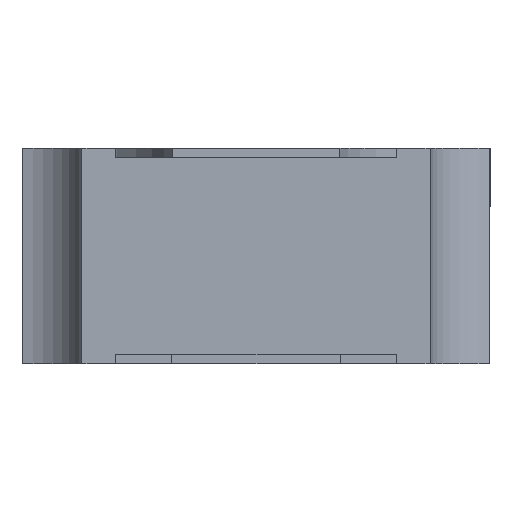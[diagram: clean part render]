
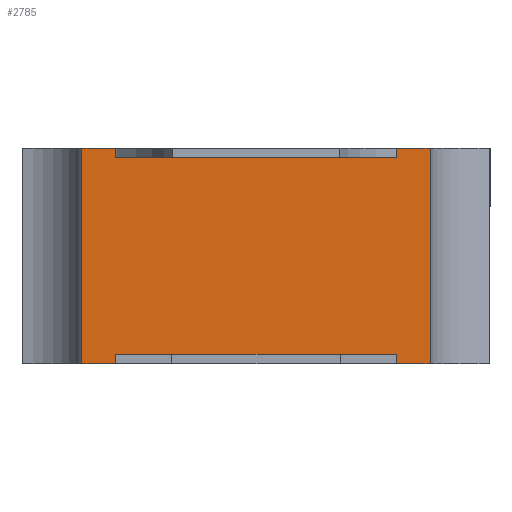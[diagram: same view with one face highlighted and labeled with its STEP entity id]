
A CAD part, left-side view. The second image highlights one B-rep face of the part: STEP entity #2785.
In plain terms, the highlighted planar face has unit normal (-1, 0, 0).
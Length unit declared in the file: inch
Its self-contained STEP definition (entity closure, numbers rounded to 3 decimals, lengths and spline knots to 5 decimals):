
#8 = ORIENTED_EDGE ( 'NONE', *, *, #2709, .T. ) ;
#13 = ORIENTED_EDGE ( 'NONE', *, *, #221, .T. ) ;
#21 = LINE ( 'NONE', #48, #149 ) ;
#30 = ORIENTED_EDGE ( 'NONE', *, *, #934, .T. ) ;
#48 = CARTESIAN_POINT ( 'NONE',  ( -0.0625, -0.0525, 0.046 ) ) ;
#63 = CARTESIAN_POINT ( 'NONE',  ( -0.0625, 0.02999, 0.044 ) ) ;
#95 = EDGE_CURVE ( 'NONE', #1235, #2798, #21, .T. ) ;
#121 = ORIENTED_EDGE ( 'NONE', *, *, #2111, .T. ) ;
#149 = VECTOR ( 'NONE', #2394, 39.37008 ) ;
#153 = EDGE_CURVE ( 'NONE', #1235, #1265, #472, .T. ) ;
#164 = EDGE_CURVE ( 'NONE', #554, #2798, #1115, .T. ) ;
#187 = CARTESIAN_POINT ( 'NONE',  ( -0.0625, -0.02999, 0.002 ) ) ;
#207 = ORIENTED_EDGE ( 'NONE', *, *, #95, .T. ) ;
#210 = CARTESIAN_POINT ( 'NONE',  ( -0.0625, -0.02999, 0.044 ) ) ;
#221 = EDGE_CURVE ( 'NONE', #1198, #738, #1172, .T. ) ;
#232 = VECTOR ( 'NONE', #1277, 39.37008 ) ;
#247 = DIRECTION ( 'NONE',  ( 0., 1., 0. ) ) ;
#261 = CARTESIAN_POINT ( 'NONE',  ( -0.0625, -0.02999, 0.044 ) ) ;
#374 = EDGE_LOOP ( 'NONE', ( #416, #30, #13, #2610, #1671, #121, #1482, #2306, #536, #207, #585, #8 ) ) ;
#391 = EDGE_CURVE ( 'NONE', #953, #1265, #2285, .T. ) ;
#392 = DIRECTION ( 'NONE',  ( 0., -1., 0. ) ) ;
#393 = DIRECTION ( 'NONE',  ( 0., -1., 0. ) ) ;
#405 = DIRECTION ( 'NONE',  ( 0., 0., -1. ) ) ;
#416 = ORIENTED_EDGE ( 'NONE', *, *, #1429, .T. ) ;
#472 = LINE ( 'NONE', #1339, #2313 ) ;
#490 = EDGE_CURVE ( 'NONE', #738, #2568, #2511, .T. ) ;
#516 = LINE ( 'NONE', #1577, #1571 ) ;
#536 = ORIENTED_EDGE ( 'NONE', *, *, #153, .F. ) ;
#550 = VECTOR ( 'NONE', #405, 39.37008 ) ;
#554 = VERTEX_POINT ( 'NONE', #210 ) ;
#567 = DIRECTION ( 'NONE',  ( 0., -1., 0. ) ) ;
#585 = ORIENTED_EDGE ( 'NONE', *, *, #164, .F. ) ;
#614 = LINE ( 'NONE', #2337, #1639 ) ;
#642 = CARTESIAN_POINT ( 'NONE',  ( -0.0625, 0.0372, 0.046 ) ) ;
#680 = CARTESIAN_POINT ( 'NONE',  ( -0.0625, 0.02999, 0.044 ) ) ;
#738 = VERTEX_POINT ( 'NONE', #1306 ) ;
#741 = CARTESIAN_POINT ( 'NONE',  ( -0.0625, -0.0372, 0.046 ) ) ;
#819 = VERTEX_POINT ( 'NONE', #1139 ) ;
#846 = DIRECTION ( 'NONE',  ( 0., 0., -1. ) ) ;
#865 = VECTOR ( 'NONE', #247, 39.37008 ) ;
#934 = EDGE_CURVE ( 'NONE', #2110, #1198, #516, .T. ) ;
#942 = LINE ( 'NONE', #63, #1690 ) ;
#953 = VERTEX_POINT ( 'NONE', #2529 ) ;
#1115 = LINE ( 'NONE', #261, #232 ) ;
#1139 = CARTESIAN_POINT ( 'NONE',  ( -0.0625, 0.02999, 0.002 ) ) ;
#1172 = LINE ( 'NONE', #1840, #1850 ) ;
#1198 = VERTEX_POINT ( 'NONE', #642 ) ;
#1211 = CARTESIAN_POINT ( 'NONE',  ( -0.0625, 0.02999, 0.046 ) ) ;
#1212 = CARTESIAN_POINT ( 'NONE',  ( -0.0625, -0.0372, 0. ) ) ;
#1215 = VECTOR ( 'NONE', #846, 39.37008 ) ;
#1227 = VERTEX_POINT ( 'NONE', #2465 ) ;
#1230 = CARTESIAN_POINT ( 'NONE',  ( -0.0625, -0.0372, 0. ) ) ;
#1235 = VERTEX_POINT ( 'NONE', #741 ) ;
#1265 = VERTEX_POINT ( 'NONE', #2005 ) ;
#1277 = DIRECTION ( 'NONE',  ( 0., 0., 1. ) ) ;
#1291 = CARTESIAN_POINT ( 'NONE',  ( -0.0625, -0.0525, 0.044 ) ) ;
#1306 = CARTESIAN_POINT ( 'NONE',  ( -0.0625, 0.0372, 0. ) ) ;
#1339 = CARTESIAN_POINT ( 'NONE',  ( -0.0625, -0.0372, 0.002 ) ) ;
#1378 = CARTESIAN_POINT ( 'NONE',  ( -0.0625, -0.0372, 0.002 ) ) ;
#1429 = EDGE_CURVE ( 'NONE', #2259, #2110, #942, .T. ) ;
#1482 = ORIENTED_EDGE ( 'NONE', *, *, #2719, .T. ) ;
#1571 = VECTOR ( 'NONE', #2019, 39.37008 ) ;
#1577 = CARTESIAN_POINT ( 'NONE',  ( -0.0625, -0.0525, 0.046 ) ) ;
#1614 = DIRECTION ( 'NONE',  ( 0., 0., 1. ) ) ;
#1623 = PLANE ( 'NONE',  #2228 ) ;
#1639 = VECTOR ( 'NONE', #392, 39.37008 ) ;
#1664 = CARTESIAN_POINT ( 'NONE',  ( -0.0625, 0.02999, 0. ) ) ;
#1671 = ORIENTED_EDGE ( 'NONE', *, *, #2081, .F. ) ;
#1690 = VECTOR ( 'NONE', #1614, 39.37008 ) ;
#1824 = DIRECTION ( 'NONE',  ( 0., 0., -1. ) ) ;
#1840 = CARTESIAN_POINT ( 'NONE',  ( -0.0625, 0.0372, 0.002 ) ) ;
#1850 = VECTOR ( 'NONE', #2241, 39.37008 ) ;
#1927 = LINE ( 'NONE', #2784, #550 ) ;
#1932 = LINE ( 'NONE', #1291, #865 ) ;
#1993 = DIRECTION ( 'NONE',  ( 1., 0., 0. ) ) ;
#2005 = CARTESIAN_POINT ( 'NONE',  ( -0.0625, -0.0372, 0. ) ) ;
#2019 = DIRECTION ( 'NONE',  ( 0., 1., 0. ) ) ;
#2023 = VECTOR ( 'NONE', #567, 39.37008 ) ;
#2081 = EDGE_CURVE ( 'NONE', #819, #2568, #1927, .T. ) ;
#2110 = VERTEX_POINT ( 'NONE', #1211 ) ;
#2111 = EDGE_CURVE ( 'NONE', #819, #1227, #614, .T. ) ;
#2190 = DIRECTION ( 'NONE',  ( 0., 0., -1. ) ) ;
#2228 = AXIS2_PLACEMENT_3D ( 'NONE', #1378, #1993, #1824 ) ;
#2241 = DIRECTION ( 'NONE',  ( 0., 0., -1. ) ) ;
#2259 = VERTEX_POINT ( 'NONE', #680 ) ;
#2285 = LINE ( 'NONE', #1230, #2619 ) ;
#2306 = ORIENTED_EDGE ( 'NONE', *, *, #391, .T. ) ;
#2313 = VECTOR ( 'NONE', #2190, 39.37008 ) ;
#2337 = CARTESIAN_POINT ( 'NONE',  ( -0.0625, -0.02999, 0.002 ) ) ;
#2394 = DIRECTION ( 'NONE',  ( 0., 1., 0. ) ) ;
#2427 = FACE_OUTER_BOUND ( 'NONE', #374, .T. ) ;
#2465 = CARTESIAN_POINT ( 'NONE',  ( -0.0625, -0.02999, 0.002 ) ) ;
#2468 = CARTESIAN_POINT ( 'NONE',  ( -0.0625, -0.02999, 0.046 ) ) ;
#2511 = LINE ( 'NONE', #1212, #2023 ) ;
#2529 = CARTESIAN_POINT ( 'NONE',  ( -0.0625, -0.02999, 0. ) ) ;
#2568 = VERTEX_POINT ( 'NONE', #1664 ) ;
#2589 = LINE ( 'NONE', #187, #1215 ) ;
#2610 = ORIENTED_EDGE ( 'NONE', *, *, #490, .T. ) ;
#2619 = VECTOR ( 'NONE', #393, 39.37008 ) ;
#2709 = EDGE_CURVE ( 'NONE', #554, #2259, #1932, .T. ) ;
#2719 = EDGE_CURVE ( 'NONE', #1227, #953, #2589, .T. ) ;
#2784 = CARTESIAN_POINT ( 'NONE',  ( -0.0625, 0.02999, 0.002 ) ) ;
#2785 = ADVANCED_FACE ( 'NONE', ( #2427 ), #1623, .F. ) ;
#2798 = VERTEX_POINT ( 'NONE', #2468 ) ;
